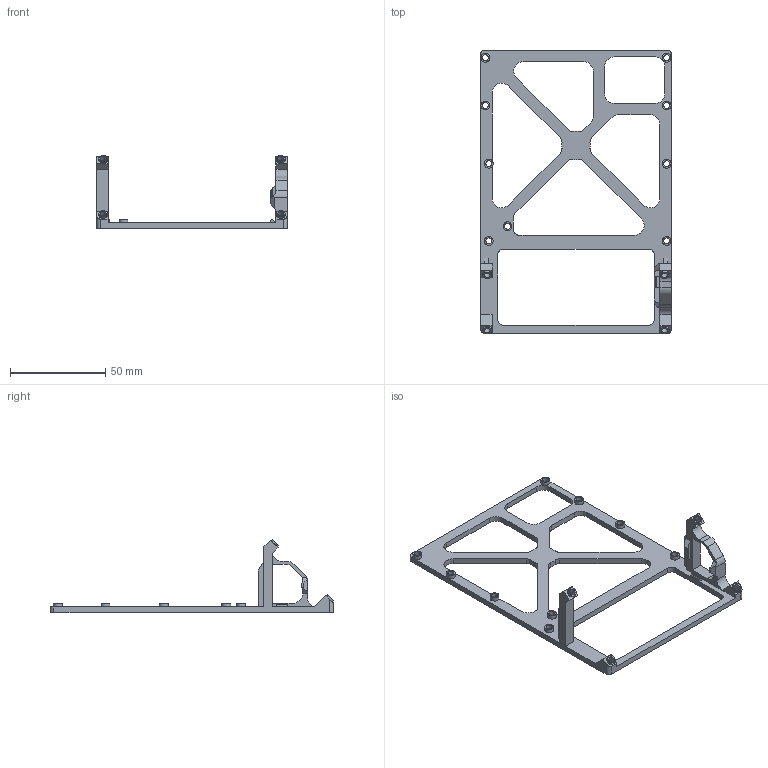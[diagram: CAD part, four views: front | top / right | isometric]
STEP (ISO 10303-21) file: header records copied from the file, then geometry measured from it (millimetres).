
FILE_DESCRIPTION(/* description */ (''),/* implementation_level */ '2;1');
FILE_NAME(/* name */ 'Main PCB Stand - Right N64 Adapter v2.step',/* time_stamp */ '2023-08-02T18:18:46-07:00',/* author */ (''),/* organization */ (''),/* preprocessor_version */ 'ST-DEVELOPER v19.2',/* originating_system */ 'Autodesk Translation Framework v12.4.0.73',/* authorisation */ '');
FILE_SCHEMA (('AUTOMOTIVE_DESIGN { 1 0 10303 214 3 1 1 }'));
Length unit declared in the file: metre
Products named in the file (1): Main PCB Stand - Right N64 Adapter
Bounding box: 100 x 148.73 x 38.46 mm (x, y, z)
Volume: 18899.6 mm3; surface area: 18412.1 mm2
Topology: 1 solids, 1 shells, 167 faces, 458 edges, 304 vertices
Faces by surface type: plane 99, cylinder 68
Full cylindrical faces by diameter (mm): 3.15 x13, 4.65 x13
Entity records: 5442 total; most frequent: DIRECTION 936, CARTESIAN_POINT 930, ORIENTED_EDGE 916, EDGE_CURVE 458, LINE 316, VECTOR 316, AXIS2_PLACEMENT_3D 310, VERTEX_POINT 304
